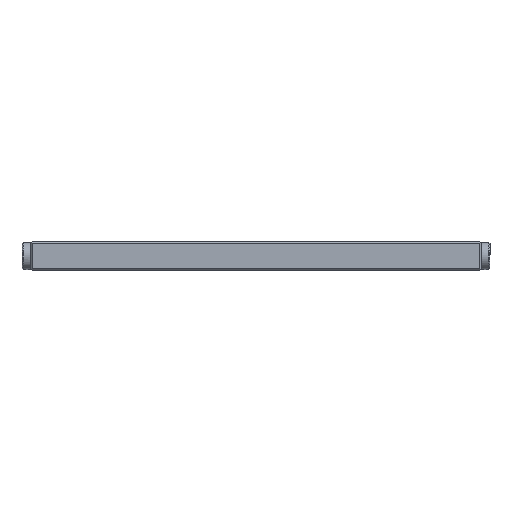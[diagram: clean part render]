
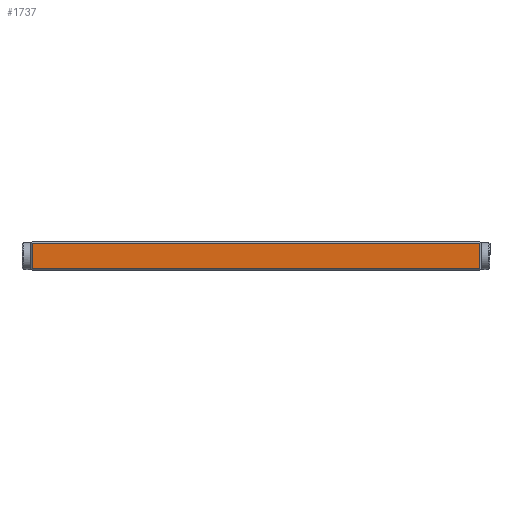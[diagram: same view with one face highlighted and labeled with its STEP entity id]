
A CAD part, front view. The second image highlights one B-rep face of the part: STEP entity #1737.
In plain terms, the highlighted planar face has unit normal (0, -1, 0).
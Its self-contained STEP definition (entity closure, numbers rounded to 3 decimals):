
#1737=ADVANCED_FACE('',(#2634),#2080,.T.);
#2080=PLANE('',#11990);
#2634=FACE_OUTER_BOUND('',#3236,.T.);
#3236=EDGE_LOOP('',(#6202,#6203,#6204,#6205));
#6202=ORIENTED_EDGE('',*,*,#8845,.T.);
#6203=ORIENTED_EDGE('',*,*,#8846,.T.);
#6204=ORIENTED_EDGE('',*,*,#8847,.T.);
#6205=ORIENTED_EDGE('',*,*,#8848,.T.);
#7328=VERTEX_POINT('',#18329);
#7329=VERTEX_POINT('',#18330);
#7330=VERTEX_POINT('',#18332);
#7331=VERTEX_POINT('',#18334);
#8845=EDGE_CURVE('',#7328,#7329,#9885,.T.);
#8846=EDGE_CURVE('',#7329,#7330,#9886,.T.);
#8847=EDGE_CURVE('',#7330,#7331,#9887,.T.);
#8848=EDGE_CURVE('',#7331,#7328,#9888,.T.);
#9885=LINE('',#18328,#10895);
#9886=LINE('',#18331,#10896);
#9887=LINE('',#18333,#10897);
#9888=LINE('',#18335,#10898);
#10895=VECTOR('',#15114,1.);
#10896=VECTOR('',#15115,1.);
#10897=VECTOR('',#15116,1.);
#10898=VECTOR('',#15117,1.);
#11990=AXIS2_PLACEMENT_3D('',#18336,#15118,#15119);
#15114=DIRECTION('',(1.,0.,0.));
#15115=DIRECTION('',(0.,0.,1.));
#15116=DIRECTION('',(-1.,0.,0.));
#15117=DIRECTION('',(0.,0.,-1.));
#15118=DIRECTION('',(0.,-1.,0.));
#15119=DIRECTION('',(0.,0.,-1.));
#18328=CARTESIAN_POINT('',(62.5,0.,0.425));
#18329=CARTESIAN_POINT('',(0.4,0.,0.425));
#18330=CARTESIAN_POINT('',(124.6,0.,0.425));
#18331=CARTESIAN_POINT('',(124.6,0.,0.));
#18332=CARTESIAN_POINT('',(124.6,0.,7.575));
#18333=CARTESIAN_POINT('',(62.5,0.,7.575));
#18334=CARTESIAN_POINT('',(0.4,0.,7.575));
#18335=CARTESIAN_POINT('',(0.4,0.,0.));
#18336=CARTESIAN_POINT('',(62.5,0.,0.));
